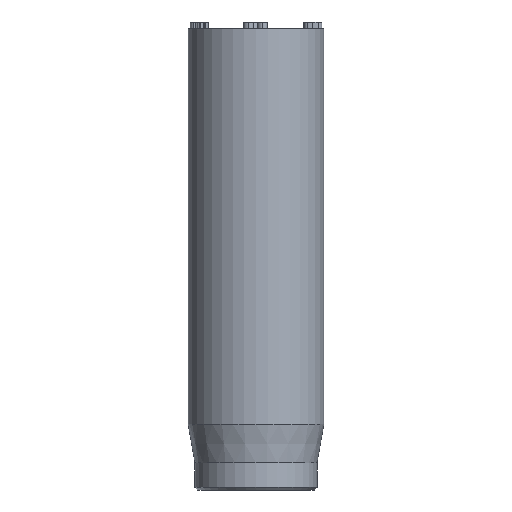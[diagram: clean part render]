
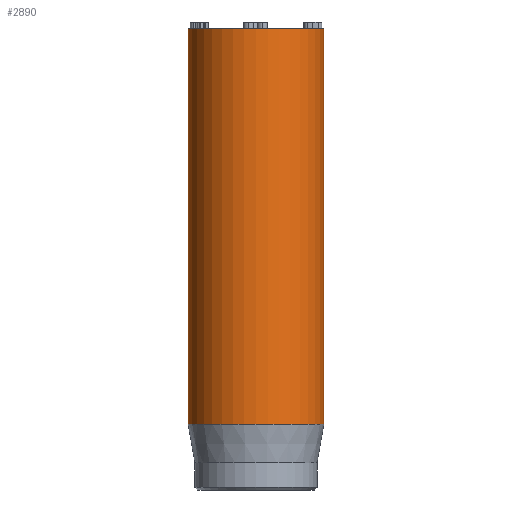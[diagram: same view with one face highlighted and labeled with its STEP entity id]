
A CAD part, front view. The second image highlights one B-rep face of the part: STEP entity #2890.
In plain terms, the highlighted cylindrical face has radius 2.5 mm (diameter 5 mm), a full revolution.
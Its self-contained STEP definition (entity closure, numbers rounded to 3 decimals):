
#32=CYLINDRICAL_SURFACE('',#3034,2.5);
#46=CIRCLE('',#3002,2.5);
#62=CIRCLE('',#3032,2.5);
#63=CIRCLE('',#3033,2.5);
#278=FACE_OUTER_BOUND('',#456,.T.);
#456=EDGE_LOOP('',(#2530,#2531,#2532,#2533,#2534));
#636=LINE('',#5727,#824);
#824=VECTOR('',#3343,2.5);
#1302=VERTEX_POINT('',#5667);
#1318=VERTEX_POINT('',#5721);
#1319=VERTEX_POINT('',#5722);
#1705=EDGE_CURVE('',#1302,#1302,#46,.T.);
#1729=EDGE_CURVE('',#1318,#1319,#62,.T.);
#1730=EDGE_CURVE('',#1319,#1318,#63,.T.);
#1732=EDGE_CURVE('',#1302,#1318,#636,.T.);
#2530=ORIENTED_EDGE('',*,*,#1705,.T.);
#2531=ORIENTED_EDGE('',*,*,#1732,.T.);
#2532=ORIENTED_EDGE('',*,*,#1729,.T.);
#2533=ORIENTED_EDGE('',*,*,#1730,.T.);
#2534=ORIENTED_EDGE('',*,*,#1732,.F.);
#2890=ADVANCED_FACE('',(#278),#32,.T.);
#3002=AXIS2_PLACEMENT_3D('',#5668,#3268,#3269);
#3032=AXIS2_PLACEMENT_3D('',#5723,#3336,#3337);
#3033=AXIS2_PLACEMENT_3D('',#5724,#3338,#3339);
#3034=AXIS2_PLACEMENT_3D('',#5726,#3341,#3342);
#3268=DIRECTION('center_axis',(0.,0.,-1.));
#3269=DIRECTION('ref_axis',(-1.,0.,0.));
#3336=DIRECTION('center_axis',(0.,0.,1.));
#3337=DIRECTION('ref_axis',(-1.,0.,0.));
#3338=DIRECTION('center_axis',(0.,0.,1.));
#3339=DIRECTION('ref_axis',(-1.,0.,0.));
#3341=DIRECTION('center_axis',(0.,0.,1.));
#3342=DIRECTION('ref_axis',(-1.,0.,0.));
#3343=DIRECTION('',(0.,0.,-1.));
#5667=CARTESIAN_POINT('',(2.5,0.,17.));
#5668=CARTESIAN_POINT('Origin',(0.,0.,17.));
#5721=CARTESIAN_POINT('',(2.5,0.,2.418));
#5722=CARTESIAN_POINT('',(-2.5,0.,2.418));
#5723=CARTESIAN_POINT('Origin',(0.,0.,2.418));
#5724=CARTESIAN_POINT('Origin',(0.,0.,2.418));
#5726=CARTESIAN_POINT('Origin',(0.,0.,0.));
#5727=CARTESIAN_POINT('',(2.5,0.,0.));
